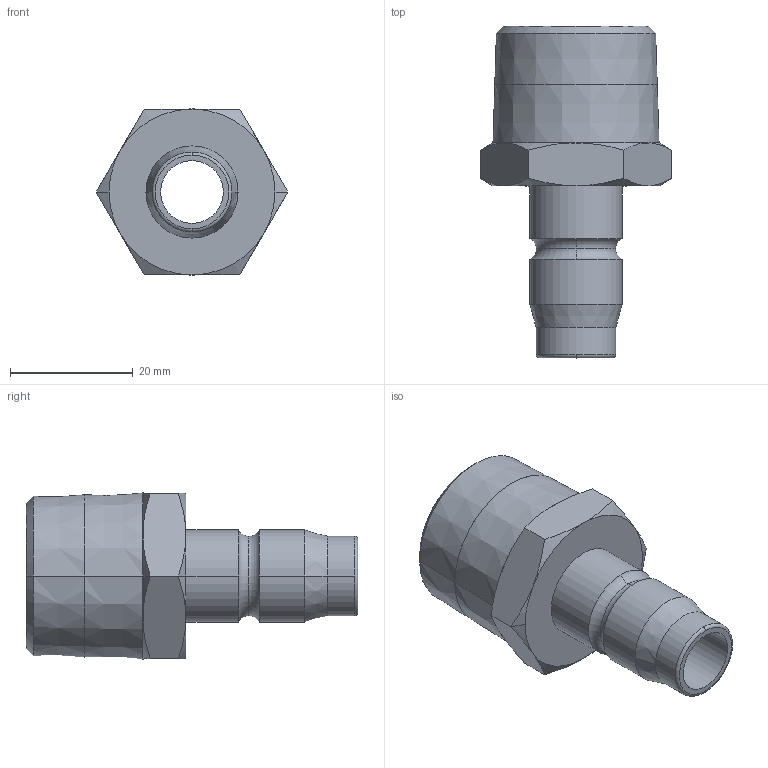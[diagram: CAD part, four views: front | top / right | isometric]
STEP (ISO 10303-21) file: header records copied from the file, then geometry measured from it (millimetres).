
FILE_DESCRIPTION(('STEP AP214'),'1');
FILE_NAME('esacg_34_nas.stp','2020-03-05T09:33:24',('TraceParts'),('TraceParts S.A.'),'Spatial InterOp 3D',' ',' ');
FILE_SCHEMA(('automotive_design'));
Length unit declared in the file: millimetre
Products named in the file (1): 1
Bounding box: 31.18 x 54 x 27.03 mm (x, y, z)
Volume: 14874.9 mm3; surface area: 6335.2 mm2
Topology: 1 solids, 1 shells, 59 faces, 141 edges, 87 vertices
Faces by surface type: cone 24, plane 17, cylinder 12, torus 6
Entity records: 2232 total; most frequent: CARTESIAN_POINT 384, DIRECTION 306, ORIENTED_EDGE 282, EDGE_CURVE 141, AXIS2_PLACEMENT_3D 129, VERTEX_POINT 87, CIRCLE 69, EDGE_LOOP 64
